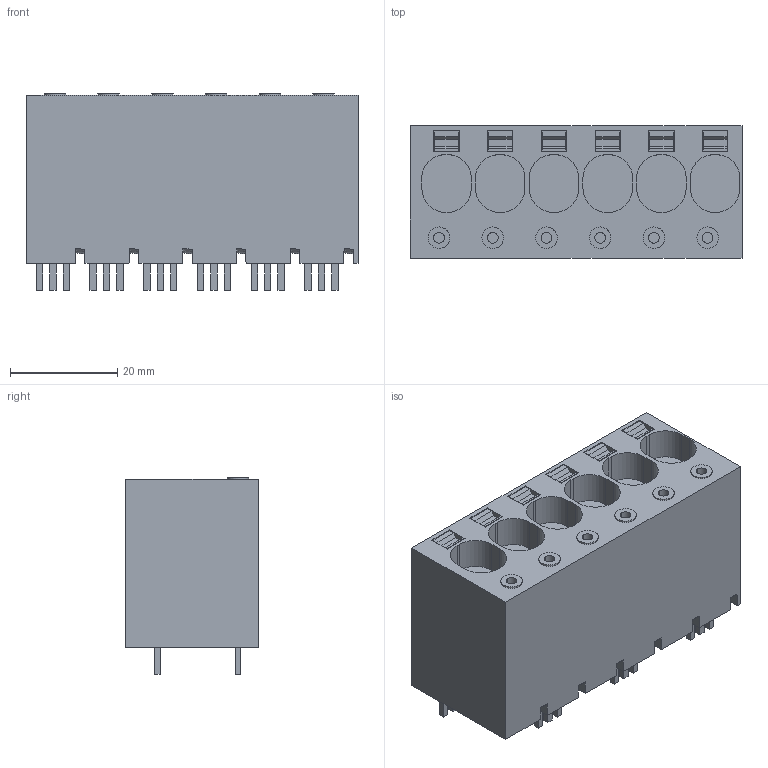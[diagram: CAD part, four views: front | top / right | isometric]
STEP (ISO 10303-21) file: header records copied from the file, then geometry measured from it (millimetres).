
FILE_DESCRIPTION(('CATIA V5 STEP Exchange','CAx-IF Rec.Pracs.--- Model Styling and Organization---1.2---2011-12-15'),'2;1');
FILE_NAME ('D1462847_0_2492150000_2492150000.stp','2018-03-29T09:29:52+00:00',('none'),('Weidmueller'),'CATIA Version 5-6 Release 2014','CATIA V5 STEP AP214','none');
FILE_SCHEMA(('AUTOMOTIVE_DESIGN { 1 0 10303 214 1 1 1 1 }'));
Length unit declared in the file: millimetre
Products named in the file (1): 2492150000
Bounding box: 61.8 x 24.7 x 36.6 mm (x, y, z)
Volume: 41249.6 mm3; surface area: 14632.7 mm2
Topology: 13 solids, 13 shells, 534 faces, 1444 edges, 966 vertices
Faces by surface type: plane 432, cylinder 60, extrusion 42
Entity records: 16956 total; most frequent: CARTESIAN_POINT 3799, ORIENTED_EDGE 2888, DIRECTION 2076, EDGE_CURVE 1444, VECTOR 1282, LINE 1240, VERTEX_POINT 966, EDGE_LOOP 564
